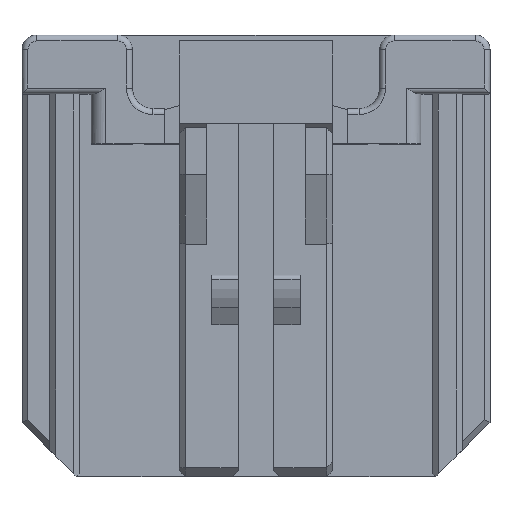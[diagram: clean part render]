
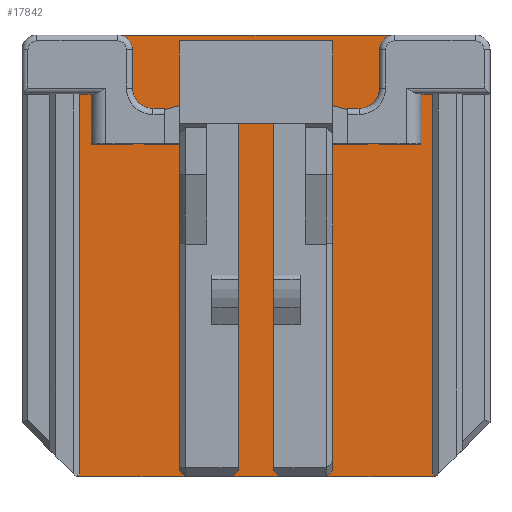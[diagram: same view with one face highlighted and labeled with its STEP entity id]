
A CAD part, top view. The second image highlights one B-rep face of the part: STEP entity #17842.
In plain terms, the highlighted planar face has unit normal (0, 0, 1).
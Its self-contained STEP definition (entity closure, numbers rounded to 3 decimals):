
#16034=CARTESIAN_POINT('',(6.1,-15.,5.4));
#16035=VERTEX_POINT('',#16034);
#16190=CARTESIAN_POINT('',(-6.1,-15.,5.4));
#16191=VERTEX_POINT('',#16190);
#16372=CARTESIAN_POINT('',(-6.,-2.,5.4));
#16373=VERTEX_POINT('',#16372);
#16380=CARTESIAN_POINT('',(-5.6,-2.,5.4));
#16381=VERTEX_POINT('',#16380);
#16382=CARTESIAN_POINT('',(-6.,-2.,5.4));
#16383=DIRECTION('',(1.,0.,0.));
#16384=VECTOR('',#16383,0.4);
#16385=LINE('',#16382,#16384);
#16386=EDGE_CURVE('',#16373,#16381,#16385,.T.);
#16441=CARTESIAN_POINT('',(-2.6,-14.8,5.4));
#16442=VERTEX_POINT('',#16441);
#16443=CARTESIAN_POINT('',(-2.4,-15.,5.4));
#16444=VERTEX_POINT('',#16443);
#16445=CARTESIAN_POINT('',(-2.6,-14.8,5.4));
#16446=DIRECTION('',(0.707,-0.707,0.));
#16447=VECTOR('',#16446,0.283);
#16448=LINE('',#16445,#16447);
#16449=EDGE_CURVE('',#16442,#16444,#16448,.T.);
#16473=CARTESIAN_POINT('',(-0.8,-15.,5.4));
#16474=VERTEX_POINT('',#16473);
#16481=CARTESIAN_POINT('',(-0.6,-14.8,5.4));
#16482=VERTEX_POINT('',#16481);
#16483=CARTESIAN_POINT('',(-0.8,-15.,5.4));
#16484=DIRECTION('',(0.707,0.707,0.));
#16485=VECTOR('',#16484,0.283);
#16486=LINE('',#16483,#16485);
#16487=EDGE_CURVE('',#16474,#16482,#16486,.T.);
#16551=CARTESIAN_POINT('',(2.4,-15.,5.4));
#16552=VERTEX_POINT('',#16551);
#16553=CARTESIAN_POINT('',(2.6,-14.8,5.4));
#16554=VERTEX_POINT('',#16553);
#16555=CARTESIAN_POINT('',(2.4,-15.,5.4));
#16556=DIRECTION('',(0.707,0.707,0.));
#16557=VECTOR('',#16556,0.283);
#16558=LINE('',#16555,#16557);
#16559=EDGE_CURVE('',#16552,#16554,#16558,.T.);
#16583=CARTESIAN_POINT('',(0.6,-14.8,5.4));
#16584=VERTEX_POINT('',#16583);
#16591=CARTESIAN_POINT('',(0.8,-15.,5.4));
#16592=VERTEX_POINT('',#16591);
#16593=CARTESIAN_POINT('',(0.6,-14.8,5.4));
#16594=DIRECTION('',(0.707,-0.707,0.));
#16595=VECTOR('',#16594,0.283);
#16596=LINE('',#16593,#16595);
#16597=EDGE_CURVE('',#16584,#16592,#16596,.T.);
#16668=CARTESIAN_POINT('',(-2.6,-13.2,5.4));
#16669=VERTEX_POINT('',#16668);
#16677=CARTESIAN_POINT('',(-2.6,-13.2,5.4));
#16678=DIRECTION('',(0.,-1.,0.));
#16679=VECTOR('',#16678,1.6);
#16680=LINE('',#16677,#16679);
#16681=EDGE_CURVE('',#16669,#16442,#16680,.T.);
#16695=CARTESIAN_POINT('',(-0.6,-13.2,5.4));
#16696=VERTEX_POINT('',#16695);
#16697=CARTESIAN_POINT('',(-0.6,-14.8,5.4));
#16698=DIRECTION('',(0.,1.,0.));
#16699=VECTOR('',#16698,1.6);
#16700=LINE('',#16697,#16699);
#16701=EDGE_CURVE('',#16482,#16696,#16700,.T.);
#16809=CARTESIAN_POINT('',(2.6,-13.2,5.4));
#16810=VERTEX_POINT('',#16809);
#16811=CARTESIAN_POINT('',(2.6,-14.8,5.4));
#16812=DIRECTION('',(0.,1.,0.));
#16813=VECTOR('',#16812,1.6);
#16814=LINE('',#16811,#16813);
#16815=EDGE_CURVE('',#16554,#16810,#16814,.T.);
#16864=CARTESIAN_POINT('',(0.6,-13.2,5.4));
#16865=VERTEX_POINT('',#16864);
#16873=CARTESIAN_POINT('',(0.6,-13.2,5.4));
#16874=DIRECTION('',(0.,-1.,0.));
#16875=VECTOR('',#16874,1.6);
#16876=LINE('',#16873,#16875);
#16877=EDGE_CURVE('',#16865,#16584,#16876,.T.);
#16898=CARTESIAN_POINT('',(-0.6,-13.2,5.4));
#16899=DIRECTION('',(-1.,0.,0.));
#16900=VECTOR('',#16899,2.);
#16901=LINE('',#16898,#16900);
#16902=EDGE_CURVE('',#16696,#16669,#16901,.T.);
#16970=CARTESIAN_POINT('',(2.6,-13.2,5.4));
#16971=DIRECTION('',(-1.,0.,0.));
#16972=VECTOR('',#16971,2.);
#16973=LINE('',#16970,#16972);
#16974=EDGE_CURVE('',#16810,#16865,#16973,.T.);
#17451=CARTESIAN_POINT('',(6.1,-15.,5.4));
#17452=DIRECTION('',(-1.,0.,0.));
#17453=VECTOR('',#17452,3.7);
#17454=LINE('',#17451,#17453);
#17455=EDGE_CURVE('',#16035,#16552,#17454,.T.);
#17461=CARTESIAN_POINT('',(0.8,-15.,5.4));
#17462=DIRECTION('',(-1.,0.,0.));
#17463=VECTOR('',#17462,1.6);
#17464=LINE('',#17461,#17463);
#17465=EDGE_CURVE('',#16592,#16474,#17464,.T.);
#17470=CARTESIAN_POINT('',(-2.4,-15.,5.4));
#17471=DIRECTION('',(-1.,0.,0.));
#17472=VECTOR('',#17471,3.7);
#17473=LINE('',#17470,#17472);
#17474=EDGE_CURVE('',#16444,#16191,#17473,.T.);
#17701=CARTESIAN_POINT('',(-6.,-14.9,5.4));
#17702=VERTEX_POINT('',#17701);
#17709=CARTESIAN_POINT('',(-6.,-14.9,5.4));
#17710=DIRECTION('',(0.,1.,0.));
#17711=VECTOR('',#17710,12.9);
#17712=LINE('',#17709,#17711);
#17713=EDGE_CURVE('',#17702,#16373,#17712,.T.);
#17718=CARTESIAN_POINT('',(0.,-7.5,5.4));
#17719=DIRECTION('',(1.,0.,0.));
#17720=DIRECTION('',(0.,0.,1.));
#17721=AXIS2_PLACEMENT_3D('',#17718,#17720,#17719);
#17722=PLANE('',#17721);
#17723=ORIENTED_EDGE('',*,*,#16449,.F.);
#17724=ORIENTED_EDGE('',*,*,#16681,.F.);
#17725=ORIENTED_EDGE('',*,*,#16902,.F.);
#17726=ORIENTED_EDGE('',*,*,#16701,.F.);
#17727=ORIENTED_EDGE('',*,*,#16487,.F.);
#17728=ORIENTED_EDGE('',*,*,#17465,.F.);
#17729=ORIENTED_EDGE('',*,*,#16597,.F.);
#17730=ORIENTED_EDGE('',*,*,#16877,.F.);
#17731=ORIENTED_EDGE('',*,*,#16974,.F.);
#17732=ORIENTED_EDGE('',*,*,#16815,.F.);
#17733=ORIENTED_EDGE('',*,*,#16559,.F.);
#17734=ORIENTED_EDGE('',*,*,#17455,.F.);
#17735=CARTESIAN_POINT('',(6.,-14.9,5.4));
#17736=VERTEX_POINT('',#17735);
#17737=CARTESIAN_POINT('',(6.1,-15.,5.4));
#17738=DIRECTION('',(-0.707,0.707,0.));
#17739=VECTOR('',#17738,0.141);
#17740=LINE('',#17737,#17739);
#17741=EDGE_CURVE('',#16035,#17736,#17740,.T.);
#17742=ORIENTED_EDGE('',*,*,#17741,.T.);
#17743=CARTESIAN_POINT('',(6.,-2.,5.4));
#17744=VERTEX_POINT('',#17743);
#17745=CARTESIAN_POINT('',(6.,-14.9,5.4));
#17746=DIRECTION('',(0.,1.,0.));
#17747=VECTOR('',#17746,12.9);
#17748=LINE('',#17745,#17747);
#17749=EDGE_CURVE('',#17736,#17744,#17748,.T.);
#17750=ORIENTED_EDGE('',*,*,#17749,.T.);
#17751=CARTESIAN_POINT('',(5.6,-2.,5.4));
#17752=VERTEX_POINT('',#17751);
#17753=CARTESIAN_POINT('',(6.,-2.,5.4));
#17754=DIRECTION('',(-1.,0.,0.));
#17755=VECTOR('',#17754,0.4);
#17756=LINE('',#17753,#17755);
#17757=EDGE_CURVE('',#17744,#17752,#17756,.T.);
#17758=ORIENTED_EDGE('',*,*,#17757,.T.);
#17759=CARTESIAN_POINT('',(5.6,-3.7,5.4));
#17760=VERTEX_POINT('',#17759);
#17761=CARTESIAN_POINT('',(5.6,-2.,5.4));
#17762=DIRECTION('',(0.,-1.,0.));
#17763=VECTOR('',#17762,1.7);
#17764=LINE('',#17761,#17763);
#17765=EDGE_CURVE('',#17752,#17760,#17764,.T.);
#17766=ORIENTED_EDGE('',*,*,#17765,.T.);
#17767=CARTESIAN_POINT('',(4.2,-3.7,5.4));
#17768=VERTEX_POINT('',#17767);
#17769=CARTESIAN_POINT('',(5.6,-3.7,5.4));
#17770=DIRECTION('',(-1.,0.,0.));
#17771=VECTOR('',#17770,1.4);
#17772=LINE('',#17769,#17771);
#17773=EDGE_CURVE('',#17760,#17768,#17772,.T.);
#17774=ORIENTED_EDGE('',*,*,#17773,.T.);
#17775=CARTESIAN_POINT('',(4.2,-0.5,5.4));
#17776=VERTEX_POINT('',#17775);
#17777=CARTESIAN_POINT('',(4.2,-3.7,5.4));
#17778=DIRECTION('',(0.,1.,0.));
#17779=VECTOR('',#17778,3.2);
#17780=LINE('',#17777,#17779);
#17781=EDGE_CURVE('',#17768,#17776,#17780,.T.);
#17782=ORIENTED_EDGE('',*,*,#17781,.T.);
#17783=CARTESIAN_POINT('',(4.7,0.,5.4));
#17784=VERTEX_POINT('',#17783);
#17785=CARTESIAN_POINT('',(4.7,-0.5,5.4));
#17786=DIRECTION('',(-1.,0.,0.));
#17787=DIRECTION('',(0.,0.,-1.));
#17788=AXIS2_PLACEMENT_3D('',#17785,#17787,#17786);
#17789=CIRCLE('',#17788,0.5);
#17790=EDGE_CURVE('',#17776,#17784,#17789,.T.);
#17791=ORIENTED_EDGE('',*,*,#17790,.T.);
#17792=CARTESIAN_POINT('',(-4.7,0.,5.4));
#17793=VERTEX_POINT('',#17792);
#17794=CARTESIAN_POINT('',(4.7,0.,5.4));
#17795=DIRECTION('',(-1.,0.,0.));
#17796=VECTOR('',#17795,9.4);
#17797=LINE('',#17794,#17796);
#17798=EDGE_CURVE('',#17784,#17793,#17797,.T.);
#17799=ORIENTED_EDGE('',*,*,#17798,.T.);
#17800=CARTESIAN_POINT('',(-4.2,-0.5,5.4));
#17801=VERTEX_POINT('',#17800);
#17802=CARTESIAN_POINT('',(-4.7,-0.5,5.4));
#17803=DIRECTION('',(0.,1.,0.));
#17804=DIRECTION('',(0.,0.,-1.));
#17805=AXIS2_PLACEMENT_3D('',#17802,#17804,#17803);
#17806=CIRCLE('',#17805,0.5);
#17807=EDGE_CURVE('',#17793,#17801,#17806,.T.);
#17808=ORIENTED_EDGE('',*,*,#17807,.T.);
#17809=CARTESIAN_POINT('',(-4.2,-3.7,5.4));
#17810=VERTEX_POINT('',#17809);
#17811=CARTESIAN_POINT('',(-4.2,-0.5,5.4));
#17812=DIRECTION('',(0.,-1.,0.));
#17813=VECTOR('',#17812,3.2);
#17814=LINE('',#17811,#17813);
#17815=EDGE_CURVE('',#17801,#17810,#17814,.T.);
#17816=ORIENTED_EDGE('',*,*,#17815,.T.);
#17817=CARTESIAN_POINT('',(-5.6,-3.7,5.4));
#17818=VERTEX_POINT('',#17817);
#17819=CARTESIAN_POINT('',(-4.2,-3.7,5.4));
#17820=DIRECTION('',(-1.,0.,0.));
#17821=VECTOR('',#17820,1.4);
#17822=LINE('',#17819,#17821);
#17823=EDGE_CURVE('',#17810,#17818,#17822,.T.);
#17824=ORIENTED_EDGE('',*,*,#17823,.T.);
#17825=CARTESIAN_POINT('',(-5.6,-3.7,5.4));
#17826=DIRECTION('',(0.,1.,0.));
#17827=VECTOR('',#17826,1.7);
#17828=LINE('',#17825,#17827);
#17829=EDGE_CURVE('',#17818,#16381,#17828,.T.);
#17830=ORIENTED_EDGE('',*,*,#17829,.T.);
#17831=ORIENTED_EDGE('',*,*,#16386,.F.);
#17832=ORIENTED_EDGE('',*,*,#17713,.F.);
#17833=CARTESIAN_POINT('',(-6.,-14.9,5.4));
#17834=DIRECTION('',(-0.707,-0.707,0.));
#17835=VECTOR('',#17834,0.141);
#17836=LINE('',#17833,#17835);
#17837=EDGE_CURVE('',#17702,#16191,#17836,.T.);
#17838=ORIENTED_EDGE('',*,*,#17837,.T.);
#17839=ORIENTED_EDGE('',*,*,#17474,.F.);
#17840=EDGE_LOOP('',(#17723,#17724,#17725,#17726,#17727,#17728,#17729,#17730,#17731,#17732,#17733,#17734,#17742,#17750,#17758,#17766,#17774,#17782,#17791,#17799,#17808,#17816,#17824,#17830,#17831,#17832,#17838,#17839));
#17841=FACE_OUTER_BOUND('',#17840,.T.);
#17842=ADVANCED_FACE('',(#17841),#17722,.T.);
